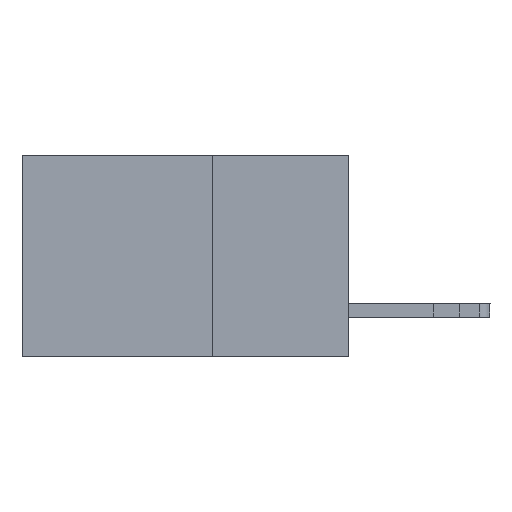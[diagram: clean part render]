
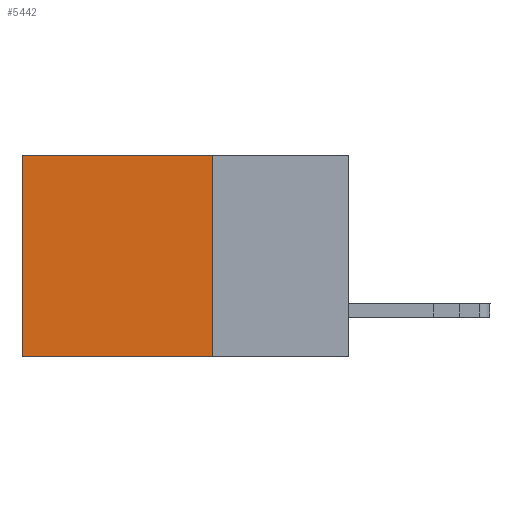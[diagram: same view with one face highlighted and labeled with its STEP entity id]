
A CAD part, left-side view. The second image highlights one B-rep face of the part: STEP entity #5442.
In plain terms, the highlighted planar face has unit normal (-1, 0, 0).
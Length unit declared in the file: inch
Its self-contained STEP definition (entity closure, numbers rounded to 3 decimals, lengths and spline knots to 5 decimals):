
#66 = VECTOR ( 'NONE', #3571, 39.37008 ) ;
#602 = ORIENTED_EDGE ( 'NONE', *, *, #9350, .T. ) ;
#668 = EDGE_CURVE ( 'NONE', #8169, #10776, #5771, .T. ) ;
#682 = LINE ( 'NONE', #7009, #8363 ) ;
#1283 = ORIENTED_EDGE ( 'NONE', *, *, #9470, .F. ) ;
#2578 = LINE ( 'NONE', #9640, #13201 ) ;
#3059 = EDGE_LOOP ( 'NONE', ( #3089, #3817, #1283, #602 ) ) ;
#3089 = ORIENTED_EDGE ( 'NONE', *, *, #668, .T. ) ;
#3431 = CARTESIAN_POINT ( 'NONE',  ( 0.298, 0.25, -0.37 ) ) ;
#3571 = DIRECTION ( 'NONE',  ( 0., 1., 0. ) ) ;
#3817 = ORIENTED_EDGE ( 'NONE', *, *, #8251, .F. ) ;
#3951 = VECTOR ( 'NONE', #7931, 39.37008 ) ;
#5442 = ADVANCED_FACE ( 'NONE', ( #10574 ), #8424, .F. ) ;
#5481 = AXIS2_PLACEMENT_3D ( 'NONE', #11456, #10380, #11318 ) ;
#5636 = CARTESIAN_POINT ( 'NONE',  ( 0.298, 0.6, 0. ) ) ;
#5771 = LINE ( 'NONE', #5636, #3951 ) ;
#5870 = CARTESIAN_POINT ( 'NONE',  ( 0.298, 0.6, -0.37 ) ) ;
#6531 = CARTESIAN_POINT ( 'NONE',  ( 0.298, 0.25, 0. ) ) ;
#7009 = CARTESIAN_POINT ( 'NONE',  ( 0.298, 0.25, 0. ) ) ;
#7931 = DIRECTION ( 'NONE',  ( 0., 0., -1. ) ) ;
#8169 = VERTEX_POINT ( 'NONE', #11670 ) ;
#8251 = EDGE_CURVE ( 'NONE', #12458, #10776, #2578, .T. ) ;
#8363 = VECTOR ( 'NONE', #9770, 39.37008 ) ;
#8424 = PLANE ( 'NONE',  #5481 ) ;
#8688 = LINE ( 'NONE', #12809, #66 ) ;
#9350 = EDGE_CURVE ( 'NONE', #10978, #8169, #8688, .T. ) ;
#9470 = EDGE_CURVE ( 'NONE', #10978, #12458, #682, .T. ) ;
#9640 = CARTESIAN_POINT ( 'NONE',  ( 0.298, 0.25, -0.37 ) ) ;
#9770 = DIRECTION ( 'NONE',  ( 0., 0., -1. ) ) ;
#10380 = DIRECTION ( 'NONE',  ( 1., 0., 0. ) ) ;
#10574 = FACE_OUTER_BOUND ( 'NONE', #3059, .T. ) ;
#10776 = VERTEX_POINT ( 'NONE', #5870 ) ;
#10783 = DIRECTION ( 'NONE',  ( 0., 1., 0. ) ) ;
#10978 = VERTEX_POINT ( 'NONE', #6531 ) ;
#11318 = DIRECTION ( 'NONE',  ( 0., 0., -1. ) ) ;
#11456 = CARTESIAN_POINT ( 'NONE',  ( 0.298, 0.25, 0. ) ) ;
#11670 = CARTESIAN_POINT ( 'NONE',  ( 0.298, 0.6, 0. ) ) ;
#12458 = VERTEX_POINT ( 'NONE', #3431 ) ;
#12809 = CARTESIAN_POINT ( 'NONE',  ( 0.298, 0.25, 0. ) ) ;
#13201 = VECTOR ( 'NONE', #10783, 39.37008 ) ;
